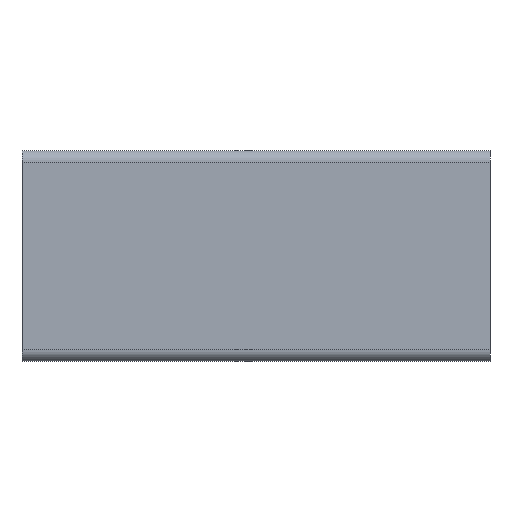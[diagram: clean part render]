
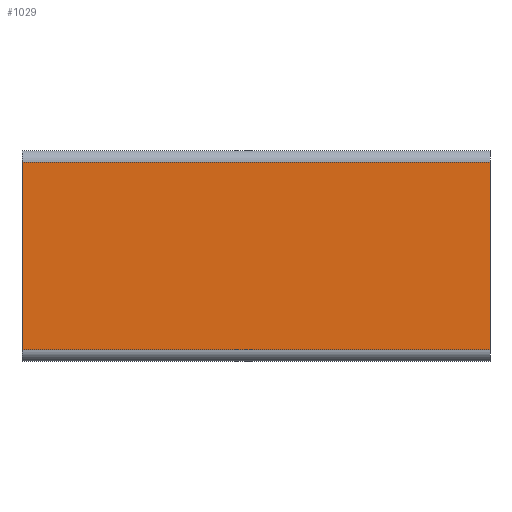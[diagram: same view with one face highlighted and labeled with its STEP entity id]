
A CAD part, top view. The second image highlights one B-rep face of the part: STEP entity #1029.
In plain terms, the highlighted planar face has unit normal (0, 0, 1).
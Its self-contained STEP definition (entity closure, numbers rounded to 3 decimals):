
#75 = LINE ( 'NONE', #853, #1141 ) ;
#78 = VERTEX_POINT ( 'NONE', #985 ) ;
#91 = CARTESIAN_POINT ( 'NONE',  ( 59.184, 74.898, 0. ) ) ;
#116 = VECTOR ( 'NONE', #624, 1000. ) ;
#152 = ORIENTED_EDGE ( 'NONE', *, *, #1042, .F. ) ;
#179 = DIRECTION ( 'NONE',  ( 0., 0., -1. ) ) ;
#182 = CARTESIAN_POINT ( 'NONE',  ( -40.816, 74.898, 0. ) ) ;
#282 = LINE ( 'NONE', #926, #906 ) ;
#388 = DIRECTION ( 'NONE',  ( -1., 0., 0. ) ) ;
#419 = CARTESIAN_POINT ( 'NONE',  ( -40.816, 34.898, 0. ) ) ;
#467 = EDGE_CURVE ( 'NONE', #1048, #744, #613, .T. ) ;
#515 = VERTEX_POINT ( 'NONE', #871 ) ;
#521 = CARTESIAN_POINT ( 'NONE',  ( -40.816, 74.898, 0. ) ) ;
#561 = EDGE_CURVE ( 'NONE', #515, #744, #282, .T. ) ;
#589 = VECTOR ( 'NONE', #1132, 1000. ) ;
#613 = LINE ( 'NONE', #521, #589 ) ;
#624 = DIRECTION ( 'NONE',  ( 0., -1., 0. ) ) ;
#743 = EDGE_CURVE ( 'NONE', #78, #1048, #75, .T. ) ;
#744 = VERTEX_POINT ( 'NONE', #419 ) ;
#773 = AXIS2_PLACEMENT_3D ( 'NONE', #91, #179, #793 ) ;
#793 = DIRECTION ( 'NONE',  ( -1., 0., 0. ) ) ;
#804 = FACE_OUTER_BOUND ( 'NONE', #1147, .T. ) ;
#812 = ORIENTED_EDGE ( 'NONE', *, *, #561, .F. ) ;
#827 = LINE ( 'NONE', #1066, #116 ) ;
#853 = CARTESIAN_POINT ( 'NONE',  ( 59.184, 74.898, 0. ) ) ;
#871 = CARTESIAN_POINT ( 'NONE',  ( 59.184, 34.898, 0. ) ) ;
#880 = PLANE ( 'NONE',  #773 ) ;
#887 = ORIENTED_EDGE ( 'NONE', *, *, #743, .T. ) ;
#900 = ORIENTED_EDGE ( 'NONE', *, *, #467, .T. ) ;
#906 = VECTOR ( 'NONE', #388, 1000. ) ;
#926 = CARTESIAN_POINT ( 'NONE',  ( 59.184, 34.898, 0. ) ) ;
#985 = CARTESIAN_POINT ( 'NONE',  ( 59.184, 74.898, 0. ) ) ;
#1026 = DIRECTION ( 'NONE',  ( -1., 0., 0. ) ) ;
#1029 = ADVANCED_FACE ( 'NONE', ( #804 ), #880, .F. ) ;
#1042 = EDGE_CURVE ( 'NONE', #78, #515, #827, .T. ) ;
#1048 = VERTEX_POINT ( 'NONE', #182 ) ;
#1066 = CARTESIAN_POINT ( 'NONE',  ( 59.184, 74.898, 0. ) ) ;
#1132 = DIRECTION ( 'NONE',  ( 0., -1., 0. ) ) ;
#1141 = VECTOR ( 'NONE', #1026, 1000. ) ;
#1147 = EDGE_LOOP ( 'NONE', ( #900, #812, #152, #887 ) ) ;
